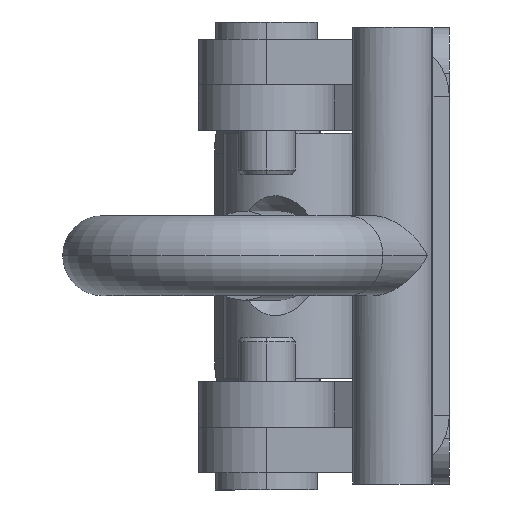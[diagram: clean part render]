
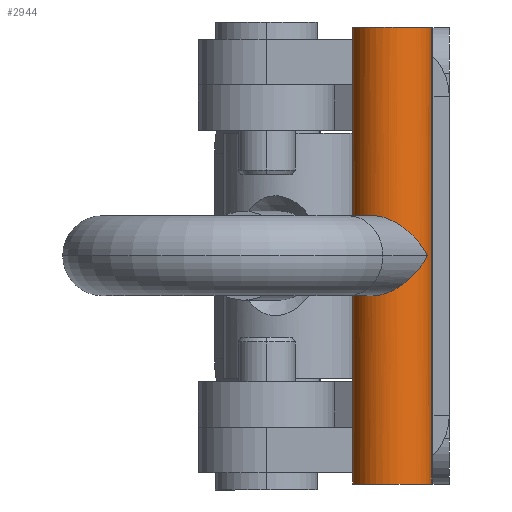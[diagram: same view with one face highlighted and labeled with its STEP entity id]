
A CAD part, left-side view. The second image highlights one B-rep face of the part: STEP entity #2944.
In plain terms, the highlighted cylindrical face has radius 3.5 mm (diameter 7 mm), a partial arc.
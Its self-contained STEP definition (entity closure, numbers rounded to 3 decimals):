
#147 = VERTEX_POINT ( 'NONE', #3135 ) ;
#239 = DIRECTION ( 'NONE',  ( 1., 0., 0. ) ) ;
#246 = EDGE_CURVE ( 'NONE', #1167, #613, #988, .T. ) ;
#306 = LINE ( 'NONE', #2061, #2582 ) ;
#312 = CARTESIAN_POINT ( 'NONE',  ( -24.679, 84.249, -20. ) ) ;
#433 = CARTESIAN_POINT ( 'NONE',  ( -28.179, 84.249, -20. ) ) ;
#485 = ORIENTED_EDGE ( 'NONE', *, *, #1537, .T. ) ;
#602 = DIRECTION ( 'NONE',  ( 1., 0., 0. ) ) ;
#605 = CARTESIAN_POINT ( 'NONE',  ( -21.179, 89.752, -6.222 ) ) ;
#613 = VERTEX_POINT ( 'NONE', #1602 ) ;
#658 = AXIS2_PLACEMENT_3D ( 'NONE', #1457, #1767, #239 ) ;
#679 = EDGE_CURVE ( 'NONE', #1167, #3302, #3431, .T. ) ;
#704 = AXIS2_PLACEMENT_3D ( 'NONE', #312, #2403, #602 ) ;
#846 = DIRECTION ( 'NONE',  ( 0., 0., 1. ) ) ;
#988 =( BOUNDED_CURVE ( )  B_SPLINE_CURVE ( 3, ( #1652, #1039, #2519, #2529 ),
 .UNSPECIFIED., .F., .T. ) 
 B_SPLINE_CURVE_WITH_KNOTS ( ( 4, 4 ),
 ( 1.833, 4.712 ),
 .UNSPECIFIED. ) 
 CURVE ( )  GEOMETRIC_REPRESENTATION_ITEM ( )  RATIONAL_B_SPLINE_CURVE ( ( 1., 0.42, 0.42, 1. ) ) 
 REPRESENTATION_ITEM ( '' )  );
#1039 = CARTESIAN_POINT ( 'NONE',  ( -21.179, 89.752, 6.222 ) ) ;
#1068 = ORIENTED_EDGE ( 'NONE', *, *, #1838, .F. ) ;
#1112 = DIRECTION ( 'NONE',  ( 1., 0., 0. ) ) ;
#1152 = LINE ( 'NONE', #3602, #3296 ) ;
#1167 = VERTEX_POINT ( 'NONE', #3195 ) ;
#1276 =( BOUNDED_CURVE ( )  B_SPLINE_CURVE ( 3, ( #1826, #2124, #605, #2686 ),
 .UNSPECIFIED., .F., .F. ) 
 B_SPLINE_CURVE_WITH_KNOTS ( ( 4, 4 ),
 ( 1.571, 4.451 ),
 .UNSPECIFIED. ) 
 CURVE ( )  GEOMETRIC_REPRESENTATION_ITEM ( )  RATIONAL_B_SPLINE_CURVE ( ( 1., 0.42, 0.42, 1. ) ) 
 REPRESENTATION_ITEM ( '' )  );
#1306 = CARTESIAN_POINT ( 'NONE',  ( -28.179, 84.249, 20. ) ) ;
#1328 = CARTESIAN_POINT ( 'NONE',  ( -21.179, 84.249, 20. ) ) ;
#1375 = VERTEX_POINT ( 'NONE', #433 ) ;
#1457 = CARTESIAN_POINT ( 'NONE',  ( -24.679, 84.249, -20. ) ) ;
#1527 = DIRECTION ( 'NONE',  ( 0., 0., 1. ) ) ;
#1537 = EDGE_CURVE ( 'NONE', #1375, #1927, #306, .T. ) ;
#1582 = ORIENTED_EDGE ( 'NONE', *, *, #3639, .T. ) ;
#1602 = CARTESIAN_POINT ( 'NONE',  ( -28.059, 85.155, 0. ) ) ;
#1652 = CARTESIAN_POINT ( 'NONE',  ( -21.179, 84.249, 0.906 ) ) ;
#1767 = DIRECTION ( 'NONE',  ( 0., 0., 1. ) ) ;
#1825 = EDGE_LOOP ( 'NONE', ( #1582, #485, #2550, #1971, #2985, #2141, #1068 ) ) ;
#1826 = CARTESIAN_POINT ( 'NONE',  ( -28.059, 85.155, 0. ) ) ;
#1838 = EDGE_CURVE ( 'NONE', #147, #2798, #1152, .T. ) ;
#1927 = VERTEX_POINT ( 'NONE', #1306 ) ;
#1971 = ORIENTED_EDGE ( 'NONE', *, *, #679, .F. ) ;
#2061 = CARTESIAN_POINT ( 'NONE',  ( -28.179, 84.249, -20. ) ) ;
#2124 = CARTESIAN_POINT ( 'NONE',  ( -26.635, 90.471, -5.503 ) ) ;
#2141 = ORIENTED_EDGE ( 'NONE', *, *, #3054, .T. ) ;
#2254 = FACE_OUTER_BOUND ( 'NONE', #1825, .T. ) ;
#2265 = CARTESIAN_POINT ( 'NONE',  ( -24.679, 84.249, 20. ) ) ;
#2403 = DIRECTION ( 'NONE',  ( 0., 0., 1. ) ) ;
#2422 = EDGE_CURVE ( 'NONE', #3302, #1927, #2744, .T. ) ;
#2465 = DIRECTION ( 'NONE',  ( 0., 0., 1. ) ) ;
#2519 = CARTESIAN_POINT ( 'NONE',  ( -26.635, 90.471, 5.503 ) ) ;
#2529 = CARTESIAN_POINT ( 'NONE',  ( -28.059, 85.155, 0. ) ) ;
#2550 = ORIENTED_EDGE ( 'NONE', *, *, #2422, .F. ) ;
#2582 = VECTOR ( 'NONE', #846, 1000. ) ;
#2664 = VECTOR ( 'NONE', #1527, 1000. ) ;
#2686 = CARTESIAN_POINT ( 'NONE',  ( -21.179, 84.249, -0.906 ) ) ;
#2744 = CIRCLE ( 'NONE', #3062, 3.5 ) ;
#2798 = VERTEX_POINT ( 'NONE', #2830 ) ;
#2800 = CARTESIAN_POINT ( 'NONE',  ( -21.179, 84.249, -20. ) ) ;
#2830 = CARTESIAN_POINT ( 'NONE',  ( -21.179, 84.249, -0.906 ) ) ;
#2944 = ADVANCED_FACE ( 'NONE', ( #2254 ), #3584, .T. ) ;
#2985 = ORIENTED_EDGE ( 'NONE', *, *, #246, .T. ) ;
#3054 = EDGE_CURVE ( 'NONE', #613, #2798, #1276, .T. ) ;
#3062 = AXIS2_PLACEMENT_3D ( 'NONE', #2265, #3673, #1112 ) ;
#3135 = CARTESIAN_POINT ( 'NONE',  ( -21.179, 84.249, -20. ) ) ;
#3195 = CARTESIAN_POINT ( 'NONE',  ( -21.179, 84.249, 0.906 ) ) ;
#3296 = VECTOR ( 'NONE', #2465, 1000. ) ;
#3302 = VERTEX_POINT ( 'NONE', #1328 ) ;
#3431 = LINE ( 'NONE', #2800, #2664 ) ;
#3584 = CYLINDRICAL_SURFACE ( 'NONE', #658, 3.5 ) ;
#3602 = CARTESIAN_POINT ( 'NONE',  ( -21.179, 84.249, -20. ) ) ;
#3639 = EDGE_CURVE ( 'NONE', #147, #1375, #3719, .T. ) ;
#3673 = DIRECTION ( 'NONE',  ( 0., 0., 1. ) ) ;
#3719 = CIRCLE ( 'NONE', #704, 3.5 ) ;
